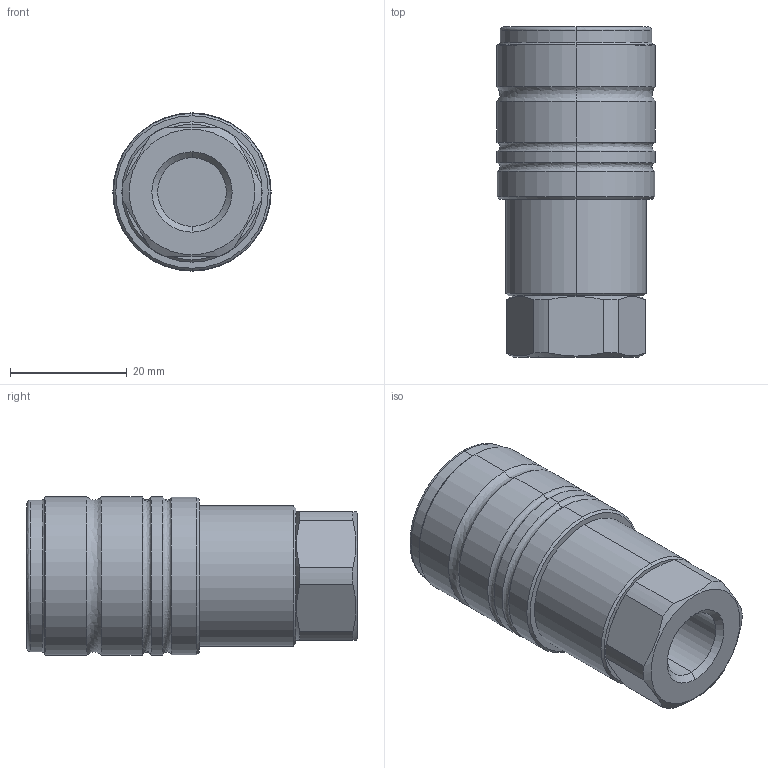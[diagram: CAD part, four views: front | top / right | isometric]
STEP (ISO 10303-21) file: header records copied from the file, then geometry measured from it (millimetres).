
FILE_DESCRIPTION (( 'STEP AP214' ), '1' );
FILE_NAME ('952 177 Hydr.-Steck-Kupplung MT V&B LÖ G1_4.STEP', '2014-03-25T07:32:33', ( '' ), ( '' ), 'SwSTEP 2.0', 'SolidWorks 2013', '' );
FILE_SCHEMA (( 'AUTOMOTIVE_DESIGN' ));
Length unit declared in the file: millimetre
Products named in the file (1): 952 177 Hydr.-Steck-Kupplung MT  V&B LÖ G1_4
Bounding box: 27.1 x 56.5 x 27.1 mm (x, y, z)
Volume: 26641.6 mm3; surface area: 6589.1 mm2
Topology: 1 solids, 1 shells, 72 faces, 156 edges, 96 vertices
Faces by surface type: cylinder 32, plane 18, cone 12, bspline 10
Entity records: 2182 total; most frequent: CARTESIAN_POINT 583, DIRECTION 348, ORIENTED_EDGE 312, EDGE_CURVE 156, AXIS2_PLACEMENT_3D 149, VERTEX_POINT 96, CIRCLE 86, EDGE_LOOP 82
